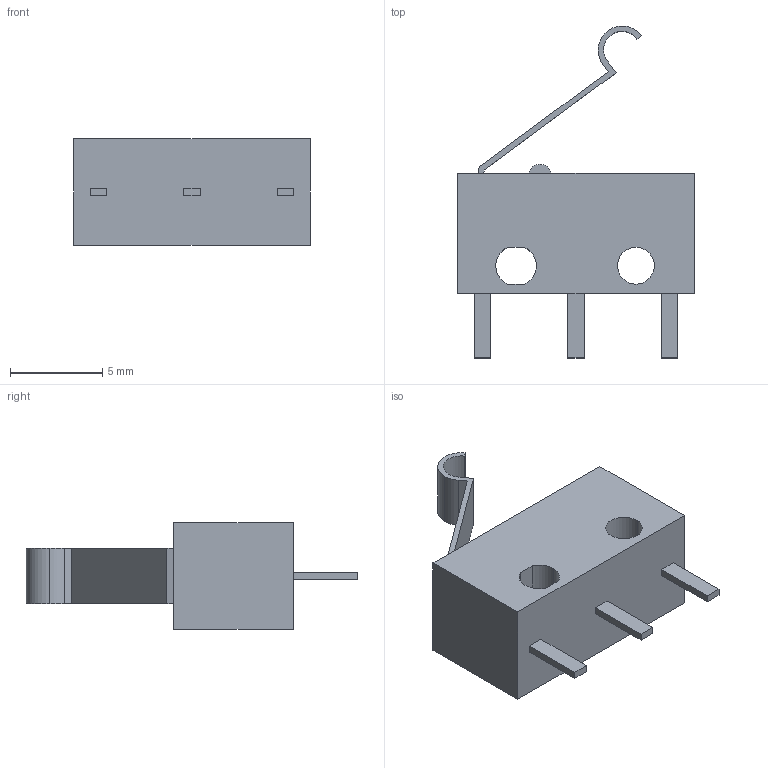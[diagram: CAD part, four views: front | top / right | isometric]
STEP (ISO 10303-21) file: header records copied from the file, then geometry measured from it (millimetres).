
FILE_DESCRIPTION(('STEP AP214'),'1');
FILE_NAME('33313.stp','2020-04-06T05:46:16',('TraceParts'),('TraceParts S.A.'),'Spatial InterOp 3D',' ',' ');
FILE_SCHEMA(('AUTOMOTIVE_DESIGN { 1 0 10303 214 1 1 1 1 }'));
Length unit declared in the file: millimetre
Products named in the file (1): 33313
Bounding box: 12.8 x 18 x 5.8 mm (x, y, z)
Volume: 460.1 mm3; surface area: 570.4 mm2
Topology: 1 solids, 1 shells, 45 faces, 114 edges, 76 vertices
Faces by surface type: plane 34, cylinder 11
Entity records: 2684 total; most frequent: CARTESIAN_POINT 236, STYLED_ITEM 235, PRESENTATION_STYLE_ASSIGNMENT 235, COLOUR_RGB 235, DIRECTION 228, ORIENTED_EDGE 228, EDGE_CURVE 114, CURVE_STYLE 114
